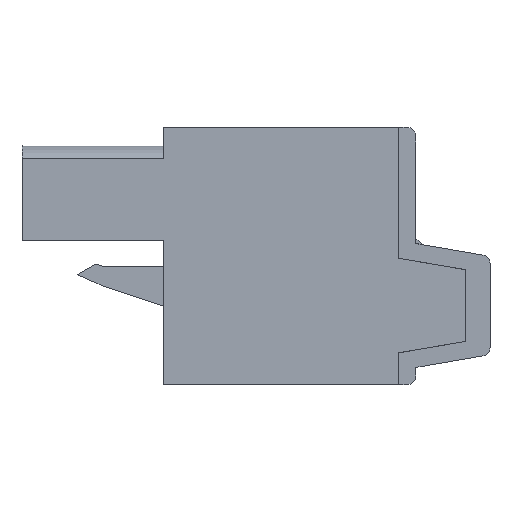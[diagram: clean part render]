
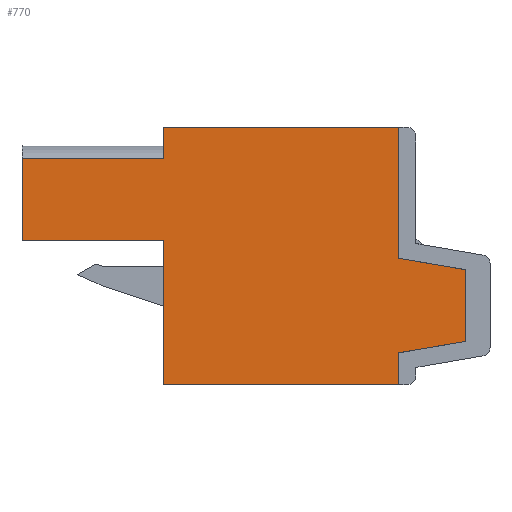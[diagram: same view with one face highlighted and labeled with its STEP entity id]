
A CAD part, left-side view. The second image highlights one B-rep face of the part: STEP entity #770.
In plain terms, the highlighted planar face has unit normal (-1, 0, 0).
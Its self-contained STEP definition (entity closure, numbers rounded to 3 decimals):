
#770 = ADVANCED_FACE( '', ( #1720 ), #1721, .F. );
#1720 = FACE_OUTER_BOUND( '', #2932, .T. );
#1721 = PLANE( '', #2933 );
#2932 = EDGE_LOOP( '', ( #4768, #4769, #4770, #4771, #4772, #4773, #4774, #4775, #4776, #4777, #4778, #4779 ) );
#2933 = AXIS2_PLACEMENT_3D( '', #4780, #4781, #4782 );
#4768 = ORIENTED_EDGE( '', *, *, #8016, .F. );
#4769 = ORIENTED_EDGE( '', *, *, #8017, .F. );
#4770 = ORIENTED_EDGE( '', *, *, #8018, .F. );
#4771 = ORIENTED_EDGE( '', *, *, #7705, .F. );
#4772 = ORIENTED_EDGE( '', *, *, #8019, .T. );
#4773 = ORIENTED_EDGE( '', *, *, #8020, .F. );
#4774 = ORIENTED_EDGE( '', *, *, #8021, .F. );
#4775 = ORIENTED_EDGE( '', *, *, #7753, .F. );
#4776 = ORIENTED_EDGE( '', *, *, #7856, .F. );
#4777 = ORIENTED_EDGE( '', *, *, #7595, .F. );
#4778 = ORIENTED_EDGE( '', *, *, #8022, .F. );
#4779 = ORIENTED_EDGE( '', *, *, #8023, .F. );
#4780 = CARTESIAN_POINT( '', ( -5.08, 0., 0. ) );
#4781 = DIRECTION( '', ( 1., 0., 0. ) );
#4782 = DIRECTION( '', ( 0., 0., -1. ) );
#7595 = EDGE_CURVE( '', #9149, #9151, #9152, .T. );
#7705 = EDGE_CURVE( '', #9346, #9348, #9349, .T. );
#7753 = EDGE_CURVE( '', #9431, #9433, #9434, .T. );
#7856 = EDGE_CURVE( '', #9151, #9431, #9609, .T. );
#8016 = EDGE_CURVE( '', #9867, #9868, #9869, .T. );
#8017 = EDGE_CURVE( '', #9870, #9867, #9871, .T. );
#8018 = EDGE_CURVE( '', #9348, #9870, #9872, .T. );
#8019 = EDGE_CURVE( '', #9346, #9873, #9874, .T. );
#8020 = EDGE_CURVE( '', #9875, #9873, #9876, .T. );
#8021 = EDGE_CURVE( '', #9433, #9875, #9877, .T. );
#8022 = EDGE_CURVE( '', #9878, #9149, #9879, .T. );
#8023 = EDGE_CURVE( '', #9868, #9878, #9880, .T. );
#9149 = VERTEX_POINT( '', #11377 );
#9151 = VERTEX_POINT( '', #11380 );
#9152 = LINE( '', #11381, #11382 );
#9346 = VERTEX_POINT( '', #11652 );
#9348 = VERTEX_POINT( '', #11655 );
#9349 = LINE( '', #11656, #11657 );
#9431 = VERTEX_POINT( '', #11775 );
#9433 = VERTEX_POINT( '', #11778 );
#9434 = LINE( '', #11779, #11780 );
#9609 = LINE( '', #12034, #12035 );
#9867 = VERTEX_POINT( '', #12410 );
#9868 = VERTEX_POINT( '', #12411 );
#9869 = LINE( '', #12412, #12413 );
#9870 = VERTEX_POINT( '', #12414 );
#9871 = LINE( '', #12415, #12416 );
#9872 = LINE( '', #12417, #12418 );
#9873 = VERTEX_POINT( '', #12419 );
#9874 = LINE( '', #12420, #12421 );
#9875 = VERTEX_POINT( '', #12422 );
#9876 = LINE( '', #12423, #12424 );
#9877 = LINE( '', #12425, #12426 );
#9878 = VERTEX_POINT( '', #12427 );
#9879 = LINE( '', #12428, #12429 );
#9880 = LINE( '', #12430, #12431 );
#11377 = CARTESIAN_POINT( '', ( -5.08, -2.248, 0.252 ) );
#11380 = CARTESIAN_POINT( '', ( -5.08, -2.248, -3.898 ) );
#11381 = CARTESIAN_POINT( '', ( -5.08, -2.248, 0.252 ) );
#11382 = VECTOR( '', #14211, 1000. );
#11652 = CARTESIAN_POINT( '', ( -5.08, 23.445, 1.947 ) );
#11655 = CARTESIAN_POINT( '', ( -5.08, 23.445, 6.697 ) );
#11656 = CARTESIAN_POINT( '', ( -5.08, 23.445, 1.947 ) );
#11657 = VECTOR( '', #14337, 1000. );
#11775 = CARTESIAN_POINT( '', ( -5.08, 1.635, -4.563 ) );
#11778 = CARTESIAN_POINT( '', ( -5.08, 1.635, -6.403 ) );
#11779 = CARTESIAN_POINT( '', ( -5.08, 1.635, -4.563 ) );
#11780 = VECTOR( '', #14378, 1000. );
#12034 = CARTESIAN_POINT( '', ( -5.08, -2.248, -3.898 ) );
#12035 = VECTOR( '', #14470, 1000. );
#12410 = CARTESIAN_POINT( '', ( -5.08, 15.245, 8.497 ) );
#12411 = CARTESIAN_POINT( '', ( -5.08, 1.635, 8.497 ) );
#12412 = CARTESIAN_POINT( '', ( -5.08, 15.245, 8.497 ) );
#12413 = VECTOR( '', #14642, 1000. );
#12414 = CARTESIAN_POINT( '', ( -5.08, 15.245, 6.697 ) );
#12415 = CARTESIAN_POINT( '', ( -5.08, 15.245, -6.403 ) );
#12416 = VECTOR( '', #14643, 1000. );
#12417 = CARTESIAN_POINT( '', ( -5.08, 23.445, 6.697 ) );
#12418 = VECTOR( '', #14644, 1000. );
#12419 = CARTESIAN_POINT( '', ( -5.08, 15.245, 1.947 ) );
#12420 = CARTESIAN_POINT( '', ( -5.08, 23.445, 1.947 ) );
#12421 = VECTOR( '', #14645, 1000. );
#12422 = CARTESIAN_POINT( '', ( -5.08, 15.245, -6.403 ) );
#12423 = CARTESIAN_POINT( '', ( -5.08, 15.245, -6.403 ) );
#12424 = VECTOR( '', #14646, 1000. );
#12425 = CARTESIAN_POINT( '', ( -5.08, 1.635, -6.403 ) );
#12426 = VECTOR( '', #14647, 1000. );
#12427 = CARTESIAN_POINT( '', ( -5.08, 1.635, 0.917 ) );
#12428 = CARTESIAN_POINT( '', ( -5.08, 1.635, 0.917 ) );
#12429 = VECTOR( '', #14648, 1000. );
#12430 = CARTESIAN_POINT( '', ( -5.08, 1.635, 8.497 ) );
#12431 = VECTOR( '', #14649, 1000. );
#14211 = DIRECTION( '', ( 0., 0., -1. ) );
#14337 = DIRECTION( '', ( 0., 0., 1. ) );
#14378 = DIRECTION( '', ( 0., 0., -1. ) );
#14470 = DIRECTION( '', ( 0., 0.986, -0.169 ) );
#14642 = DIRECTION( '', ( 0., -1., 0. ) );
#14643 = DIRECTION( '', ( 0., 0., 1. ) );
#14644 = DIRECTION( '', ( 0., -1., 0. ) );
#14645 = DIRECTION( '', ( 0., -1., 0. ) );
#14646 = DIRECTION( '', ( 0., 0., 1. ) );
#14647 = DIRECTION( '', ( 0., 1., 0. ) );
#14648 = DIRECTION( '', ( 0., -0.986, -0.169 ) );
#14649 = DIRECTION( '', ( 0., 0., -1. ) );
